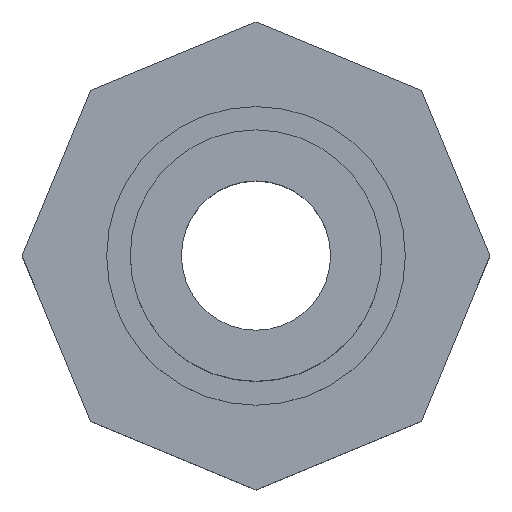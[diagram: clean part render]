
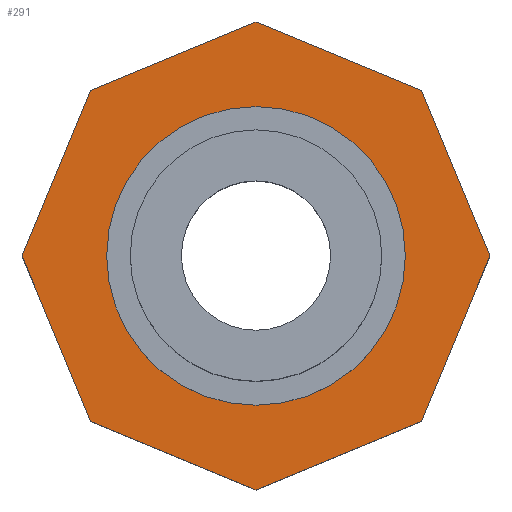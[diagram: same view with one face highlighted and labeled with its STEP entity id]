
A CAD part, top view. The second image highlights one B-rep face of the part: STEP entity #291.
In plain terms, the highlighted planar face has unit normal (0, 0, 1).
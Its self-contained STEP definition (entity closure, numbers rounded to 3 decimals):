
#25=FACE_BOUND($,#78,.T.);
#37=CIRCLE($,#318,19.);
#54=FACE_OUTER_BOUND($,#77,.T.);
#77=EDGE_LOOP($,(#246,#247,#248,#249,#250,#251,#252,#253));
#78=EDGE_LOOP($,(#254));
#89=LINE($,#417,#113);
#93=LINE($,#425,#117);
#96=LINE($,#431,#120);
#99=LINE($,#437,#123);
#102=LINE($,#443,#126);
#105=LINE($,#449,#129);
#108=LINE($,#455,#132);
#111=LINE($,#460,#135);
#113=VECTOR($,#333,22.782);
#117=VECTOR($,#339,22.782);
#120=VECTOR($,#344,22.782);
#123=VECTOR($,#349,22.782);
#126=VECTOR($,#354,22.782);
#129=VECTOR($,#359,22.782);
#132=VECTOR($,#364,22.782);
#135=VECTOR($,#369,22.782);
#137=VERTEX_POINT($,#415);
#138=VERTEX_POINT($,#416);
#141=VERTEX_POINT($,#424);
#143=VERTEX_POINT($,#430);
#145=VERTEX_POINT($,#436);
#147=VERTEX_POINT($,#442);
#149=VERTEX_POINT($,#448);
#151=VERTEX_POINT($,#454);
#158=VERTEX_POINT($,#477);
#163=EDGE_CURVE($,#137,#138,#89,.T.);
#167=EDGE_CURVE($,#141,#137,#93,.T.);
#170=EDGE_CURVE($,#143,#141,#96,.T.);
#173=EDGE_CURVE($,#145,#143,#99,.T.);
#176=EDGE_CURVE($,#147,#145,#102,.T.);
#179=EDGE_CURVE($,#149,#147,#105,.T.);
#182=EDGE_CURVE($,#151,#149,#108,.T.);
#185=EDGE_CURVE($,#138,#151,#111,.T.);
#192=EDGE_CURVE($,#158,#158,#37,.T.);
#246=ORIENTED_EDGE($,*,*,#185,.F.);
#247=ORIENTED_EDGE($,*,*,#163,.F.);
#248=ORIENTED_EDGE($,*,*,#167,.F.);
#249=ORIENTED_EDGE($,*,*,#170,.F.);
#250=ORIENTED_EDGE($,*,*,#173,.F.);
#251=ORIENTED_EDGE($,*,*,#176,.F.);
#252=ORIENTED_EDGE($,*,*,#179,.F.);
#253=ORIENTED_EDGE($,*,*,#182,.F.);
#254=ORIENTED_EDGE($,*,*,#192,.T.);
#276=PLANE($,#319);
#291=ADVANCED_FACE($,(#54,#25),#276,.T.);
#318=AXIS2_PLACEMENT_3D($,#478,#391,#392);
#319=AXIS2_PLACEMENT_3D($,#479,#393,#394);
#333=DIRECTION($,(0.924,0.383,0.));
#339=DIRECTION($,(0.383,0.924,0.));
#344=DIRECTION($,(-0.383,0.924,0.));
#349=DIRECTION($,(-0.924,0.383,0.));
#354=DIRECTION($,(-0.924,-0.383,0.));
#359=DIRECTION($,(-0.383,-0.924,0.));
#364=DIRECTION($,(0.383,-0.924,0.));
#369=DIRECTION($,(0.924,-0.383,0.));
#391=DIRECTION('center_axis',(0.,0.,-1.));
#392=DIRECTION('ref_axis',(0.,1.,0.));
#393=DIRECTION('center_axis',(0.,0.,1.));
#394=DIRECTION('ref_axis',(1.,0.,0.));
#415=CARTESIAN_POINT('',(-21.048,21.048,41.));
#416=CARTESIAN_POINT('',(0.,29.766,41.));
#417=CARTESIAN_POINT($,(-21.048,21.048,41.));
#424=CARTESIAN_POINT('',(-29.766,0.,41.));
#425=CARTESIAN_POINT($,(-29.766,0.,41.));
#430=CARTESIAN_POINT('',(-21.048,-21.048,41.));
#431=CARTESIAN_POINT($,(-21.048,-21.048,41.));
#436=CARTESIAN_POINT('',(0.,-29.766,41.));
#437=CARTESIAN_POINT($,(0.,-29.766,41.));
#442=CARTESIAN_POINT('',(21.048,-21.048,41.));
#443=CARTESIAN_POINT($,(21.048,-21.048,41.));
#448=CARTESIAN_POINT('',(29.766,0.,41.));
#449=CARTESIAN_POINT($,(29.766,0.,41.));
#454=CARTESIAN_POINT('',(21.048,21.048,41.));
#455=CARTESIAN_POINT($,(21.048,21.048,41.));
#460=CARTESIAN_POINT($,(0.,29.766,41.));
#477=CARTESIAN_POINT('',(0.,19.,41.));
#478=CARTESIAN_POINT('Origin',(0.,0.,41.));
#479=CARTESIAN_POINT('Origin',(0.,19.978,41.));
